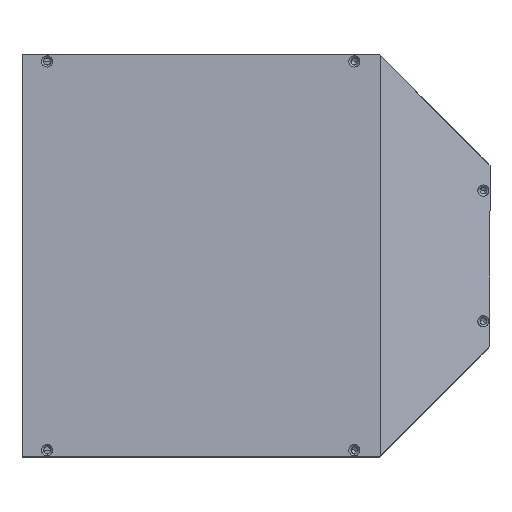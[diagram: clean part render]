
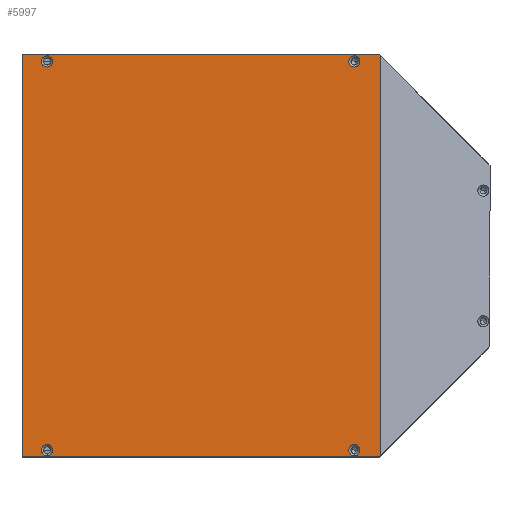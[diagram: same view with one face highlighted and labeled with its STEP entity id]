
A CAD part, top view. The second image highlights one B-rep face of the part: STEP entity #5997.
In plain terms, the highlighted planar face has unit normal (0, 0, 1).
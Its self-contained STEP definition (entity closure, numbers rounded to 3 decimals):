
#4761=CARTESIAN_POINT('Vertex',(179.541,160.462,3.)) ;
#4764=CARTESIAN_POINT('Line Origine',(179.77,160.232,3.)) ;
#4768=CARTESIAN_POINT('Vertex',(180.,160.003,3.)) ;
#4884=CARTESIAN_POINT('Line Origine',(180.,80.001,3.)) ;
#4888=CARTESIAN_POINT('Vertex',(180.,0.,3.)) ;
#4916=CARTESIAN_POINT('Line Origine',(90.,0.,3.)) ;
#4920=CARTESIAN_POINT('Vertex',(0.,0.,3.)) ;
#4951=CARTESIAN_POINT('Vertex',(0.,160.003,3.)) ;
#4959=CARTESIAN_POINT('Line Origine',(0.,80.001,3.)) ;
#5069=CARTESIAN_POINT('Vertex',(0.459,160.462,3.)) ;
#5072=CARTESIAN_POINT('Line Origine',(0.23,160.232,3.)) ;
#5460=CARTESIAN_POINT('Line Origine',(90.,160.462,3.)) ;
#5690=CARTESIAN_POINT('Vertex',(5.5,148.76,3.)) ;
#5697=CARTESIAN_POINT('Vertex',(0.5,148.76,3.)) ;
#5700=CARTESIAN_POINT('Axis2P3D Location',(3.,148.76,3.)) ;
#5717=CARTESIAN_POINT('Axis2P3D Location',(3.,148.76,3.)) ;
#5781=CARTESIAN_POINT('Vertex',(174.5,148.76,3.)) ;
#5788=CARTESIAN_POINT('Vertex',(179.5,148.76,3.)) ;
#5791=CARTESIAN_POINT('Axis2P3D Location',(177.,148.76,3.)) ;
#5808=CARTESIAN_POINT('Axis2P3D Location',(177.,148.76,3.)) ;
#5872=CARTESIAN_POINT('Vertex',(0.5,11.24,3.)) ;
#5879=CARTESIAN_POINT('Vertex',(5.5,11.24,3.)) ;
#5882=CARTESIAN_POINT('Axis2P3D Location',(3.,11.24,3.)) ;
#5899=CARTESIAN_POINT('Axis2P3D Location',(3.,11.24,3.)) ;
#5954=CARTESIAN_POINT('Axis2P3D Location',(0.,0.,3.)) ;
#5967=CARTESIAN_POINT('Axis2P3D Location',(177.,11.24,3.)) ;
#5971=CARTESIAN_POINT('Vertex',(174.5,11.24,3.)) ;
#5973=CARTESIAN_POINT('Vertex',(179.5,11.24,3.)) ;
#5976=CARTESIAN_POINT('Axis2P3D Location',(177.,11.24,3.)) ;
#4765=DIRECTION('Vector Direction',(0.707,-0.707,0.)) ;
#4885=DIRECTION('Vector Direction',(0.,1.,0.)) ;
#4917=DIRECTION('Vector Direction',(1.,0.,0.)) ;
#4960=DIRECTION('Vector Direction',(0.,1.,0.)) ;
#5073=DIRECTION('Vector Direction',(0.707,0.707,0.)) ;
#5461=DIRECTION('Vector Direction',(1.,0.,0.)) ;
#5701=DIRECTION('Axis2P3D Direction',(0.,0.,-1.)) ;
#5718=DIRECTION('Axis2P3D Direction',(-0.,0.,-1.)) ;
#5792=DIRECTION('Axis2P3D Direction',(0.,-0.,-1.)) ;
#5809=DIRECTION('Axis2P3D Direction',(0.,0.,-1.)) ;
#5883=DIRECTION('Axis2P3D Direction',(-0.,-0.,-1.)) ;
#5900=DIRECTION('Axis2P3D Direction',(0.,0.,-1.)) ;
#5955=DIRECTION('Axis2P3D Direction',(0.,0.,-1.)) ;
#5956=DIRECTION('Axis2P3D XDirection',(0.,1.,0.)) ;
#5968=DIRECTION('Axis2P3D Direction',(0.,0.,-1.)) ;
#5977=DIRECTION('Axis2P3D Direction',(0.,0.,-1.)) ;
#5702=AXIS2_PLACEMENT_3D('Circle Axis2P3D',#5700,#5701,$) ;
#5719=AXIS2_PLACEMENT_3D('Circle Axis2P3D',#5717,#5718,$) ;
#5793=AXIS2_PLACEMENT_3D('Circle Axis2P3D',#5791,#5792,$) ;
#5810=AXIS2_PLACEMENT_3D('Circle Axis2P3D',#5808,#5809,$) ;
#5884=AXIS2_PLACEMENT_3D('Circle Axis2P3D',#5882,#5883,$) ;
#5901=AXIS2_PLACEMENT_3D('Circle Axis2P3D',#5899,#5900,$) ;
#5957=AXIS2_PLACEMENT_3D('Plane Axis2P3D',#5954,#5955,#5956) ;
#5969=AXIS2_PLACEMENT_3D('Circle Axis2P3D',#5967,#5968,$) ;
#5978=AXIS2_PLACEMENT_3D('Circle Axis2P3D',#5976,#5977,$) ;
#5960=ORIENTED_EDGE('',*,*,#4963,.T.) ;
#5961=ORIENTED_EDGE('',*,*,#4922,.T.) ;
#5962=ORIENTED_EDGE('',*,*,#4890,.F.) ;
#5963=ORIENTED_EDGE('',*,*,#4770,.F.) ;
#5964=ORIENTED_EDGE('',*,*,#5464,.F.) ;
#5965=ORIENTED_EDGE('',*,*,#5076,.F.) ;
#5982=ORIENTED_EDGE('',*,*,#5975,.T.) ;
#5983=ORIENTED_EDGE('',*,*,#5980,.T.) ;
#5986=ORIENTED_EDGE('',*,*,#5886,.T.) ;
#5987=ORIENTED_EDGE('',*,*,#5903,.T.) ;
#5990=ORIENTED_EDGE('',*,*,#5795,.T.) ;
#5991=ORIENTED_EDGE('',*,*,#5812,.T.) ;
#5994=ORIENTED_EDGE('',*,*,#5704,.T.) ;
#5995=ORIENTED_EDGE('',*,*,#5721,.T.) ;
#5984=FACE_BOUND('',#5981,.T.) ;
#5988=FACE_BOUND('',#5985,.T.) ;
#5992=FACE_BOUND('',#5989,.T.) ;
#5996=FACE_BOUND('',#5993,.T.) ;
#4766=VECTOR('Line Direction',#4765,1.) ;
#4886=VECTOR('Line Direction',#4885,1.) ;
#4918=VECTOR('Line Direction',#4917,1.) ;
#4961=VECTOR('Line Direction',#4960,1.) ;
#5074=VECTOR('Line Direction',#5073,1.) ;
#5462=VECTOR('Line Direction',#5461,1.) ;
#5997=ADVANCED_FACE('PartBody',(#5966,#5984,#5988,#5992,#5996),#5958,.F.) ;
#5703=CIRCLE('generated circle',#5702,2.5) ;
#5720=CIRCLE('generated circle',#5719,2.5) ;
#5794=CIRCLE('generated circle',#5793,2.5) ;
#5811=CIRCLE('generated circle',#5810,2.5) ;
#5885=CIRCLE('generated circle',#5884,2.5) ;
#5902=CIRCLE('generated circle',#5901,2.5) ;
#5970=CIRCLE('generated circle',#5969,2.5) ;
#5979=CIRCLE('generated circle',#5978,2.5) ;
#4770=EDGE_CURVE('',#4762,#4769,#4767,.T.) ;
#4890=EDGE_CURVE('',#4769,#4889,#4887,.F.) ;
#4922=EDGE_CURVE('',#4921,#4889,#4919,.T.) ;
#4963=EDGE_CURVE('',#4952,#4921,#4962,.F.) ;
#5076=EDGE_CURVE('',#4952,#5070,#5075,.T.) ;
#5464=EDGE_CURVE('',#5070,#4762,#5463,.T.) ;
#5704=EDGE_CURVE('',#5691,#5698,#5703,.T.) ;
#5721=EDGE_CURVE('',#5698,#5691,#5720,.T.) ;
#5795=EDGE_CURVE('',#5782,#5789,#5794,.T.) ;
#5812=EDGE_CURVE('',#5789,#5782,#5811,.T.) ;
#5886=EDGE_CURVE('',#5873,#5880,#5885,.T.) ;
#5903=EDGE_CURVE('',#5880,#5873,#5902,.T.) ;
#5975=EDGE_CURVE('',#5972,#5974,#5970,.T.) ;
#5980=EDGE_CURVE('',#5974,#5972,#5979,.T.) ;
#5959=EDGE_LOOP('',(#5960,#5961,#5962,#5963,#5964,#5965)) ;
#5981=EDGE_LOOP('',(#5982,#5983)) ;
#5985=EDGE_LOOP('',(#5986,#5987)) ;
#5989=EDGE_LOOP('',(#5990,#5991)) ;
#5993=EDGE_LOOP('',(#5994,#5995)) ;
#5966=FACE_OUTER_BOUND('',#5959,.T.) ;
#4767=LINE('Line',#4764,#4766) ;
#4887=LINE('Line',#4884,#4886) ;
#4919=LINE('Line',#4916,#4918) ;
#4962=LINE('Line',#4959,#4961) ;
#5075=LINE('Line',#5072,#5074) ;
#5463=LINE('Line',#5460,#5462) ;
#5958=PLANE('',#5957) ;
#4762=VERTEX_POINT('',#4761) ;
#4769=VERTEX_POINT('',#4768) ;
#4889=VERTEX_POINT('',#4888) ;
#4921=VERTEX_POINT('',#4920) ;
#4952=VERTEX_POINT('',#4951) ;
#5070=VERTEX_POINT('',#5069) ;
#5691=VERTEX_POINT('',#5690) ;
#5698=VERTEX_POINT('',#5697) ;
#5782=VERTEX_POINT('',#5781) ;
#5789=VERTEX_POINT('',#5788) ;
#5873=VERTEX_POINT('',#5872) ;
#5880=VERTEX_POINT('',#5879) ;
#5972=VERTEX_POINT('',#5971) ;
#5974=VERTEX_POINT('',#5973) ;
